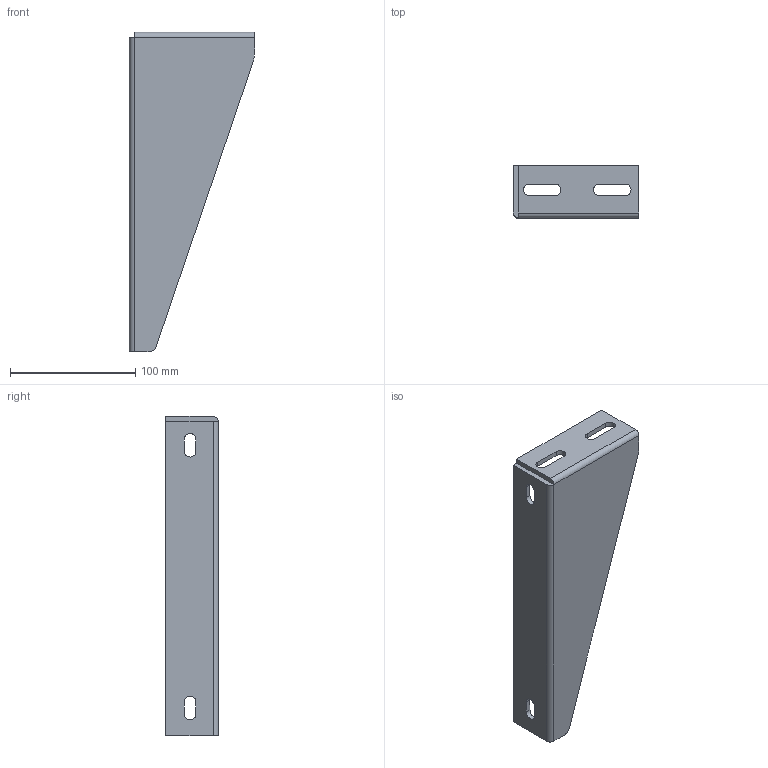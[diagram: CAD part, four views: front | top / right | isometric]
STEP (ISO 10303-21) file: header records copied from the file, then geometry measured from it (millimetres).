
FILE_DESCRIPTION (( 'STEP AP214' ), '1' );
FILE_NAME ('6261555', '2019-02-04T09:37:46', ( '' ), ('JUGARD+KÜNSTNER GmbH'), 'SwSTEP 2.0', 'SolidWorks 2017', '' );
FILE_SCHEMA (( 'AUTOMOTIVE_DESIGN' ));
Length unit declared in the file: millimetre
Products named in the file (1): 6261555_CNAJF00
Bounding box: 100 x 42 x 255 mm (x, y, z)
Surface area: 60273.5 mm2 (no closed solid volume)
Topology: 0 solids, 1 shells, 39 faces, 108 edges, 70 vertices
Faces by surface type: plane 21, cylinder 18
Entity records: 1285 total; most frequent: CARTESIAN_POINT 221, DIRECTION 221, ORIENTED_EDGE 212, EDGE_CURVE 108, AXIS2_PLACEMENT_3D 74, VECTOR 73, LINE 73, VERTEX_POINT 70
